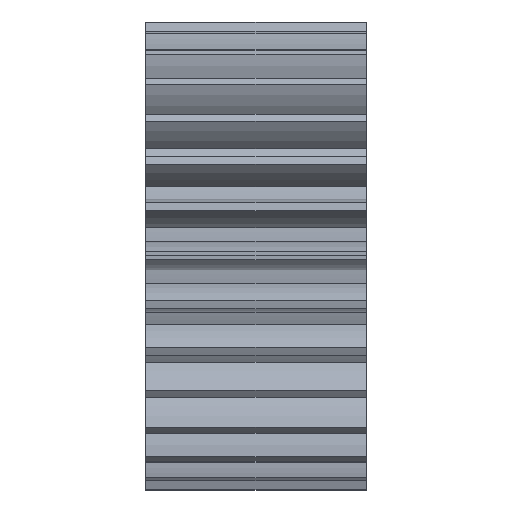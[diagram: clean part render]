
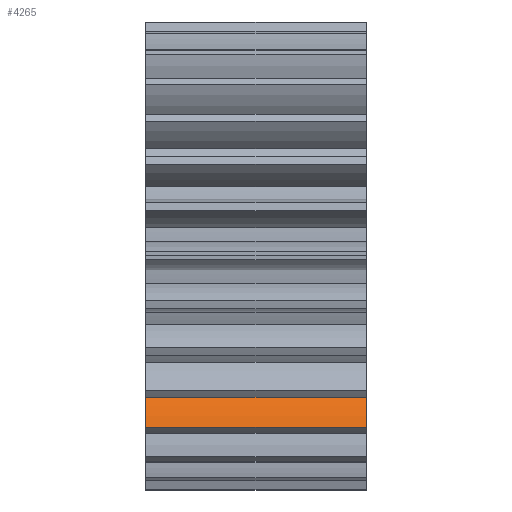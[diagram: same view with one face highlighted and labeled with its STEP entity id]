
A CAD part, top view. The second image highlights one B-rep face of the part: STEP entity #4265.
In plain terms, the highlighted cylindrical face has radius 6 mm (diameter 12 mm), a partial arc.
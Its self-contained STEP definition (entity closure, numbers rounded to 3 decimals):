
#161 = CARTESIAN_POINT ( 'NONE',  ( 15., -13.141, 5.099 ) ) ;
#321 = EDGE_CURVE ( 'NONE', #2390, #1131, #3234, .T. ) ;
#466 = DIRECTION ( 'NONE',  ( 1., 0., 0. ) ) ;
#535 = CARTESIAN_POINT ( 'NONE',  ( 0., -13.141, 5.099 ) ) ;
#583 = CARTESIAN_POINT ( 'NONE',  ( 15., -9.541, 9.9 ) ) ;
#588 = DIRECTION ( 'NONE',  ( -1., 0., 0. ) ) ;
#651 = EDGE_CURVE ( 'NONE', #1131, #4436, #1654, .T. ) ;
#712 = ORIENTED_EDGE ( 'NONE', *, *, #321, .T. ) ;
#714 = CIRCLE ( 'NONE', #2683, 6. ) ;
#731 = CARTESIAN_POINT ( 'NONE',  ( 0., -11.693, 10.922 ) ) ;
#789 = DIRECTION ( 'NONE',  ( 0., 0., -1. ) ) ;
#840 = LINE ( 'NONE', #1844, #1775 ) ;
#944 = DIRECTION ( 'NONE',  ( -1., 0., 0. ) ) ;
#961 = EDGE_CURVE ( 'NONE', #4436, #3885, #714, .T. ) ;
#1059 = ORIENTED_EDGE ( 'NONE', *, *, #651, .T. ) ;
#1131 = VERTEX_POINT ( 'NONE', #583 ) ;
#1188 = CARTESIAN_POINT ( 'NONE',  ( 0., -9.541, 9.9 ) ) ;
#1266 = EDGE_LOOP ( 'NONE', ( #3161, #712, #1059, #1975 ) ) ;
#1454 = VECTOR ( 'NONE', #588, 1000. ) ;
#1527 = CARTESIAN_POINT ( 'NONE',  ( 15., -11.693, 10.922 ) ) ;
#1619 = DIRECTION ( 'NONE',  ( 0., 0., 1. ) ) ;
#1654 = LINE ( 'NONE', #3731, #1454 ) ;
#1752 = DIRECTION ( 'NONE',  ( -1., 0., 0. ) ) ;
#1775 = VECTOR ( 'NONE', #466, 1000. ) ;
#1844 = CARTESIAN_POINT ( 'NONE',  ( 7.5, -11.693, 10.922 ) ) ;
#1924 = AXIS2_PLACEMENT_3D ( 'NONE', #161, #944, #1619 ) ;
#1936 = CYLINDRICAL_SURFACE ( 'NONE', #1924, 6. ) ;
#1975 = ORIENTED_EDGE ( 'NONE', *, *, #961, .T. ) ;
#2099 = CARTESIAN_POINT ( 'NONE',  ( 15., -13.141, 5.099 ) ) ;
#2210 = DIRECTION ( 'NONE',  ( 1., 0., 0. ) ) ;
#2390 = VERTEX_POINT ( 'NONE', #1527 ) ;
#2683 = AXIS2_PLACEMENT_3D ( 'NONE', #535, #2210, #789 ) ;
#2791 = AXIS2_PLACEMENT_3D ( 'NONE', #2099, #1752, #3891 ) ;
#3161 = ORIENTED_EDGE ( 'NONE', *, *, #4425, .T. ) ;
#3234 = CIRCLE ( 'NONE', #2791, 6. ) ;
#3731 = CARTESIAN_POINT ( 'NONE',  ( 15., -9.541, 9.9 ) ) ;
#3885 = VERTEX_POINT ( 'NONE', #731 ) ;
#3891 = DIRECTION ( 'NONE',  ( 0., 0.743, 0.669 ) ) ;
#4051 = FACE_OUTER_BOUND ( 'NONE', #1266, .T. ) ;
#4265 = ADVANCED_FACE ( 'NONE', ( #4051 ), #1936, .T. ) ;
#4425 = EDGE_CURVE ( 'NONE', #3885, #2390, #840, .T. ) ;
#4436 = VERTEX_POINT ( 'NONE', #1188 ) ;
